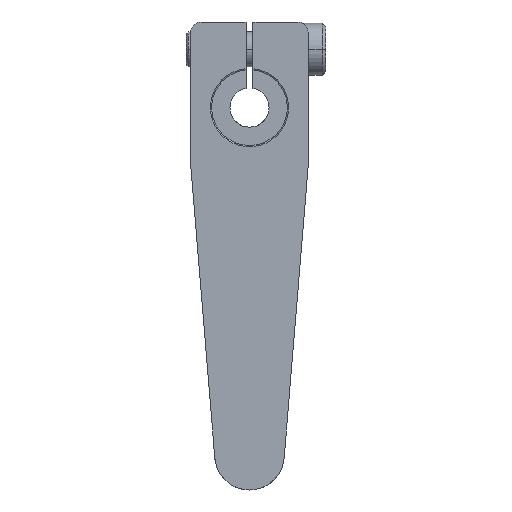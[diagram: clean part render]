
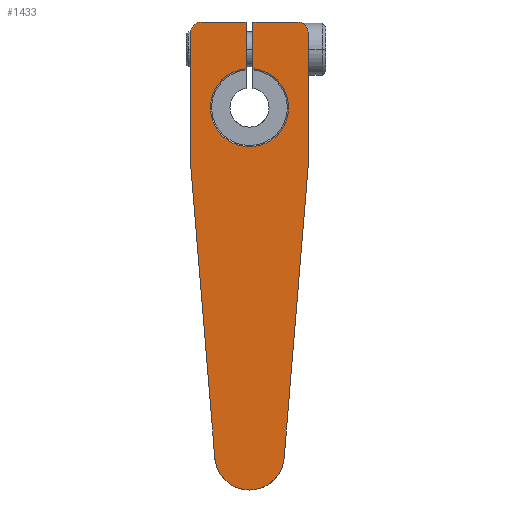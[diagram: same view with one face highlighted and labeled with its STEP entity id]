
A CAD part, front view. The second image highlights one B-rep face of the part: STEP entity #1433.
In plain terms, the highlighted planar face has unit normal (0, -1, 0).
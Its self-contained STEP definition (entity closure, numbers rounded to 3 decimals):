
#114=DIRECTION('',(0.,0.,-1.));
#115=VECTOR('',#114,26.839);
#116=CARTESIAN_POINT('',(2.,0.,49.25));
#117=LINE('',#116,#115);
#122=DIRECTION('',(1.,0.,0.));
#123=VECTOR('',#122,25.75);
#124=CARTESIAN_POINT('',(2.,0.,49.25));
#125=LINE('',#124,#123);
#129=CARTESIAN_POINT('',(27.75,0.,43.25));
#130=DIRECTION('',(0.,-1.,0.));
#131=DIRECTION('',(1.,0.,0.));
#132=AXIS2_PLACEMENT_3D('',#129,#130,#131);
#137=DIRECTION('',(0.,0.,-1.));
#138=VECTOR('',#137,77.);
#139=CARTESIAN_POINT('',(33.75,0.,43.25));
#140=LINE('',#139,#138);
#144=DIRECTION('',(-0.082,0.,-0.997));
#145=VECTOR('',#144,168.404);
#146=CARTESIAN_POINT('',(33.75,0.,-33.75));
#147=LINE('',#146,#145);
#151=CARTESIAN_POINT('',(0.,0.,-199.946));
#152=DIRECTION('',(0.,1.,0.));
#153=DIRECTION('',(0.997,0.,-0.082));
#154=AXIS2_PLACEMENT_3D('',#151,#152,#153);
#159=DIRECTION('',(-0.082,0.,0.997));
#160=VECTOR('',#159,168.404);
#161=CARTESIAN_POINT('',(-19.937,0.,-201.586));
#162=LINE('',#161,#160);
#166=DIRECTION('',(0.,0.,1.));
#167=VECTOR('',#166,77.);
#168=CARTESIAN_POINT('',(-33.75,0.,-33.75));
#169=LINE('',#168,#167);
#173=CARTESIAN_POINT('',(-27.75,0.,43.25));
#174=DIRECTION('',(0.,-1.,0.));
#175=DIRECTION('',(0.,0.,1.));
#176=AXIS2_PLACEMENT_3D('',#173,#174,#175);
#181=DIRECTION('',(1.,0.,0.));
#182=VECTOR('',#181,25.75);
#183=CARTESIAN_POINT('',(-27.75,0.,49.25));
#184=LINE('',#183,#182);
#188=DIRECTION('',(0.,0.,-1.));
#189=VECTOR('',#188,26.839);
#190=CARTESIAN_POINT('',(-2.,0.,49.25));
#191=LINE('',#190,#189);
#958=CARTESIAN_POINT('',(0.,0.,0.));
#959=DIRECTION('',(0.,1.,0.));
#960=DIRECTION('',(0.089,0.,0.996));
#961=AXIS2_PLACEMENT_3D('',#958,#959,#960);
#1232=CARTESIAN_POINT('',(33.75,0.,43.25));
#1233=CARTESIAN_POINT('',(27.75,0.,49.25));
#1234=VERTEX_POINT('',#1232);
#1235=VERTEX_POINT('',#1233);
#1236=CARTESIAN_POINT('',(-27.75,0.,49.25));
#1237=CARTESIAN_POINT('',(-33.75,0.,43.25));
#1238=VERTEX_POINT('',#1236);
#1239=VERTEX_POINT('',#1237);
#1240=CARTESIAN_POINT('',(33.75,0.,-33.75));
#1241=VERTEX_POINT('',#1240);
#1242=CARTESIAN_POINT('',(-33.75,0.,-33.75));
#1243=VERTEX_POINT('',#1242);
#1296=CARTESIAN_POINT('',(19.937,0.,-201.586));
#1297=VERTEX_POINT('',#1296);
#1298=CARTESIAN_POINT('',(-19.937,0.,-201.586));
#1299=VERTEX_POINT('',#1298);
#1304=CARTESIAN_POINT('',(2.,0.,49.25));
#1305=CARTESIAN_POINT('',(2.,0.,22.411));
#1306=VERTEX_POINT('',#1304);
#1307=VERTEX_POINT('',#1305);
#1308=CARTESIAN_POINT('',(-2.,0.,49.25));
#1309=CARTESIAN_POINT('',(-2.,0.,22.411));
#1310=VERTEX_POINT('',#1308);
#1311=VERTEX_POINT('',#1309);
#1402=CARTESIAN_POINT('',(0.,0.,0.));
#1403=DIRECTION('',(0.,1.,0.));
#1404=DIRECTION('',(0.,0.,-1.));
#1405=AXIS2_PLACEMENT_3D('',#1402,#1403,#1404);
#1406=PLANE('',#1405);
#1408=ORIENTED_EDGE('',*,*,#1407,.F.);
#1410=ORIENTED_EDGE('',*,*,#1409,.T.);
#1412=ORIENTED_EDGE('',*,*,#1411,.F.);
#1414=ORIENTED_EDGE('',*,*,#1413,.T.);
#1416=ORIENTED_EDGE('',*,*,#1415,.T.);
#1418=ORIENTED_EDGE('',*,*,#1417,.T.);
#1420=ORIENTED_EDGE('',*,*,#1419,.T.);
#1422=ORIENTED_EDGE('',*,*,#1421,.T.);
#1424=ORIENTED_EDGE('',*,*,#1423,.F.);
#1426=ORIENTED_EDGE('',*,*,#1425,.T.);
#1428=ORIENTED_EDGE('',*,*,#1427,.T.);
#1430=ORIENTED_EDGE('',*,*,#1429,.F.);
#1431=EDGE_LOOP('',(#1408,#1410,#1412,#1414,#1416,#1418,#1420,#1422,#1424,#1426,
#1428,#1430));
#1432=FACE_OUTER_BOUND('',#1431,.F.);
#1433=ADVANCED_FACE('',(#1432),#1406,.F.);
#133=CIRCLE('',#132,6.);
#155=CIRCLE('',#154,20.004);
#177=CIRCLE('',#176,6.);
#962=CIRCLE('',#961,22.5);
#1407=EDGE_CURVE('',#1306,#1307,#117,.T.);
#1409=EDGE_CURVE('',#1306,#1235,#125,.T.);
#1411=EDGE_CURVE('',#1234,#1235,#133,.T.);
#1413=EDGE_CURVE('',#1234,#1241,#140,.T.);
#1415=EDGE_CURVE('',#1241,#1297,#147,.T.);
#1417=EDGE_CURVE('',#1297,#1299,#155,.T.);
#1419=EDGE_CURVE('',#1299,#1243,#162,.T.);
#1421=EDGE_CURVE('',#1243,#1239,#169,.T.);
#1423=EDGE_CURVE('',#1238,#1239,#177,.T.);
#1425=EDGE_CURVE('',#1238,#1310,#184,.T.);
#1427=EDGE_CURVE('',#1310,#1311,#191,.T.);
#1429=EDGE_CURVE('',#1307,#1311,#962,.T.);
